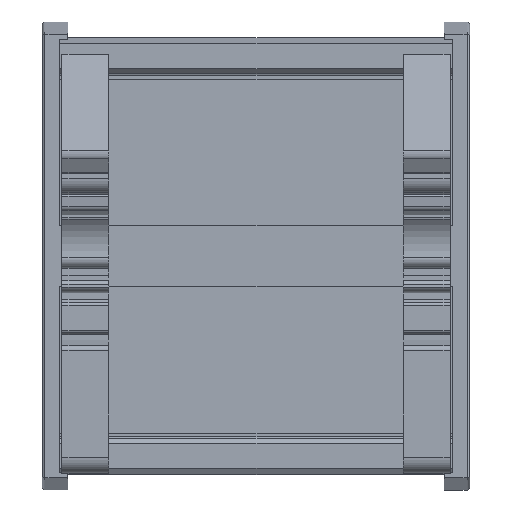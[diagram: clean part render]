
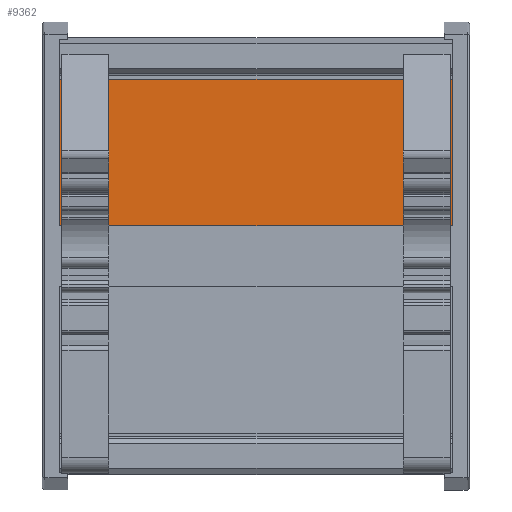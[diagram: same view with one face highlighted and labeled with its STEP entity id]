
A CAD part, front view. The second image highlights one B-rep face of the part: STEP entity #9362.
In plain terms, the highlighted planar face has unit normal (0, -1, 0).
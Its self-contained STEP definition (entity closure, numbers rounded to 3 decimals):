
#9306=CARTESIAN_POINT('',(-530.109,-523.966,77.2));
#9307=VERTEX_POINT('',#9306);
#9314=CARTESIAN_POINT('',(-530.109,-523.966,0.0));
#9315=VERTEX_POINT('',#9314);
#9316=CARTESIAN_POINT('',(-530.109,-523.966,0.0));
#9317=DIRECTION('',(0.0,0.0,1.0));
#9318=VECTOR('',#9317,77.2);
#9319=LINE('',#9316,#9318);
#9320=EDGE_CURVE('',#9315,#9307,#9319,.T.);
#9332=CARTESIAN_POINT('',(-530.109,-523.966,0.0));
#9333=DIRECTION('',(0.0,-1.0,0.0));
#9334=DIRECTION('',(0.0,0.0,-1.0));
#9335=AXIS2_PLACEMENT_3D('',#9332,#9333,#9334);
#9336=PLANE('',#9335);
#9337=CARTESIAN_POINT('',(-558.93,-523.966,77.2));
#9338=VERTEX_POINT('',#9337);
#9339=CARTESIAN_POINT('',(-530.109,-523.966,77.2));
#9340=DIRECTION('',(-1.0,0.0,0.0));
#9341=VECTOR('',#9340,28.821);
#9342=LINE('',#9339,#9341);
#9343=EDGE_CURVE('',#9307,#9338,#9342,.T.);
#9344=ORIENTED_EDGE('',*,*,#9343,.T.);
#9345=CARTESIAN_POINT('',(-558.93,-523.966,0.0));
#9346=VERTEX_POINT('',#9345);
#9347=CARTESIAN_POINT('',(-558.93,-523.966,0.0));
#9348=DIRECTION('',(0.0,0.0,1.0));
#9349=VECTOR('',#9348,77.2);
#9350=LINE('',#9347,#9349);
#9351=EDGE_CURVE('',#9346,#9338,#9350,.T.);
#9352=ORIENTED_EDGE('',*,*,#9351,.F.);
#9353=CARTESIAN_POINT('',(-558.93,-523.966,0.0));
#9354=DIRECTION('',(1.0,0.0,0.0));
#9355=VECTOR('',#9354,28.821);
#9356=LINE('',#9353,#9355);
#9357=EDGE_CURVE('',#9346,#9315,#9356,.T.);
#9358=ORIENTED_EDGE('',*,*,#9357,.T.);
#9359=ORIENTED_EDGE('',*,*,#9320,.T.);
#9360=EDGE_LOOP('',(#9344,#9352,#9358,#9359));
#9361=FACE_OUTER_BOUND('',#9360,.T.);
#9362=ADVANCED_FACE('',(#9361),#9336,.T.);
